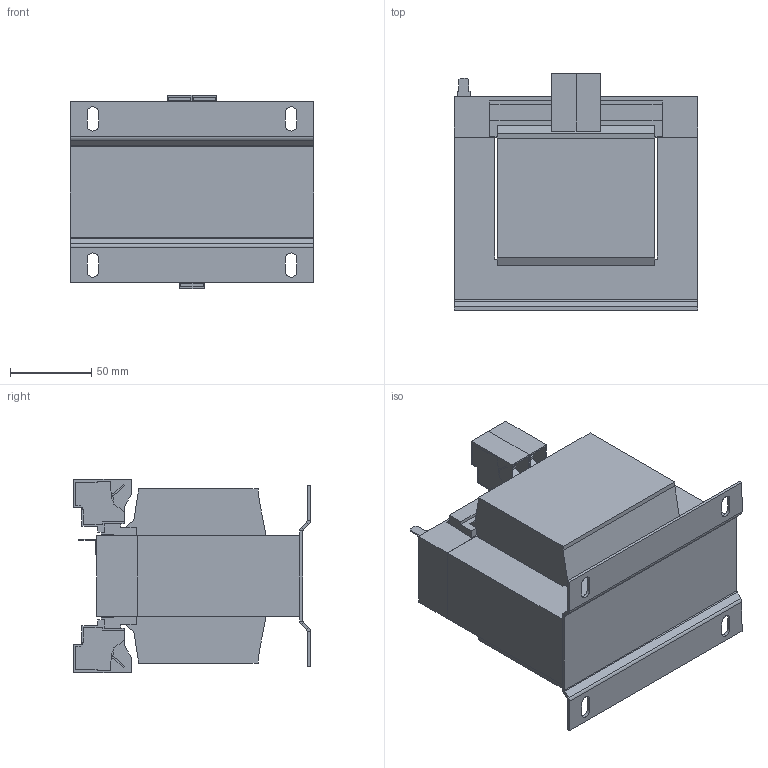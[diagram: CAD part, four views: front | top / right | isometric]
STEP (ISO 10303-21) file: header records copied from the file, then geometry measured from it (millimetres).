
FILE_DESCRIPTION (( 'STEP AP214' ), '1' );
FILE_NAME ('189399.STEP', '2023-08-15T09:03:43', ( '' ), ( '' ), 'SwSTEP 2.0', 'SolidWorks 2018', '' );
FILE_SCHEMA (( 'AUTOMOTIVE_DESIGN' ));
Length unit declared in the file: millimetre
Products named in the file (1): 189399
Bounding box: 150 x 145.57 x 118.9 mm (x, y, z)
Volume: 1444749.9 mm3; surface area: 153323 mm2
Topology: 1 solids, 1 shells, 314 faces, 940 edges, 628 vertices
Faces by surface type: plane 274, cylinder 40
Entity records: 10506 total; most frequent: CARTESIAN_POINT 1883, ORIENTED_EDGE 1880, DIRECTION 1650, EDGE_CURVE 940, LINE 860, VECTOR 860, VERTEX_POINT 628, AXIS2_PLACEMENT_3D 395
